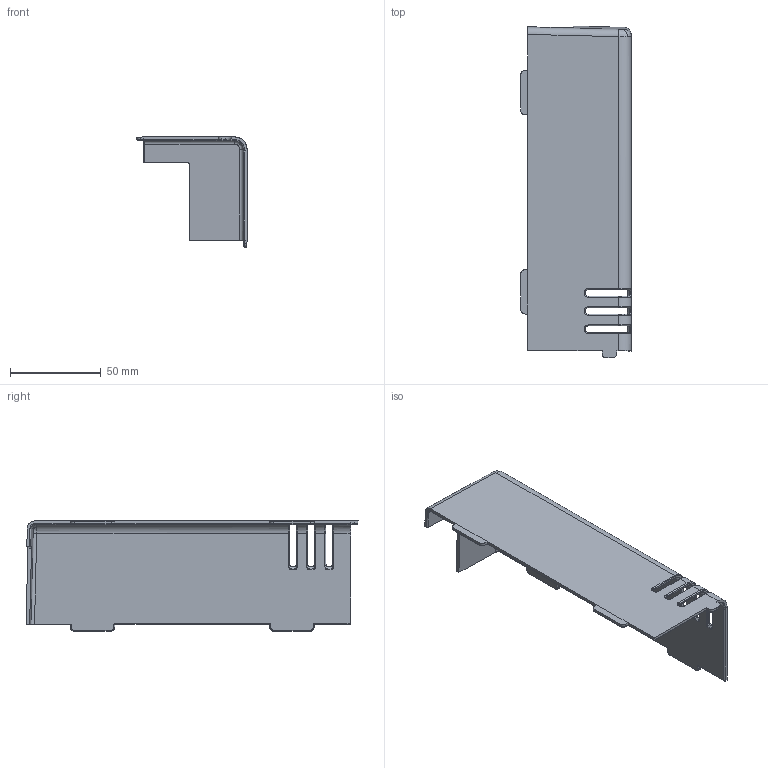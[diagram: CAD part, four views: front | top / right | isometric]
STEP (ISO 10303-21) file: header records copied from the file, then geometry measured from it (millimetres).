
FILE_DESCRIPTION (( 'STEP AP203' ), '1' );
FILE_NAME ('1738-C.STEP', '2015-06-16T06:08:16', ( '' ), ( '' ), 'SwSTEP 2.0', 'SolidWorks 2015', '' );
FILE_SCHEMA (( 'CONFIG_CONTROL_DESIGN' ));
Length unit declared in the file: millimetre
Products named in the file (1): 1738-C
Bounding box: 60.8 x 183.25 x 60.8 mm (x, y, z)
Volume: 42209.6 mm3; surface area: 43861.5 mm2
Topology: 1 solids, 1 shells, 260 faces, 651 edges, 387 vertices
Faces by surface type: bspline 100, cylinder 97, plane 53, torus 10
Entity records: 9832 total; most frequent: CARTESIAN_POINT 4469, ORIENTED_EDGE 1302, DIRECTION 935, EDGE_CURVE 651, VERTEX_POINT 387, AXIS2_PLACEMENT_3D 341, FACE_OUTER_BOUND 260, EDGE_LOOP 260
